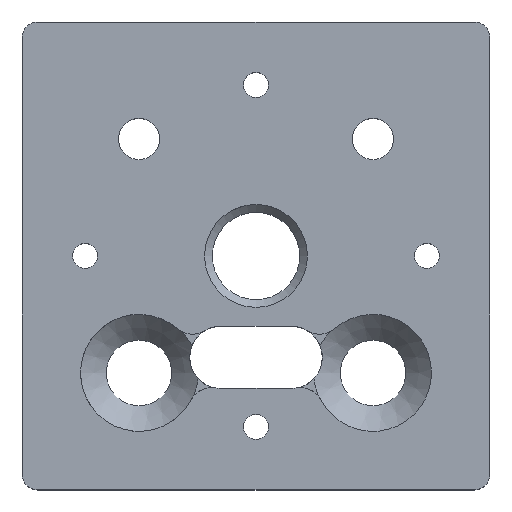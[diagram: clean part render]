
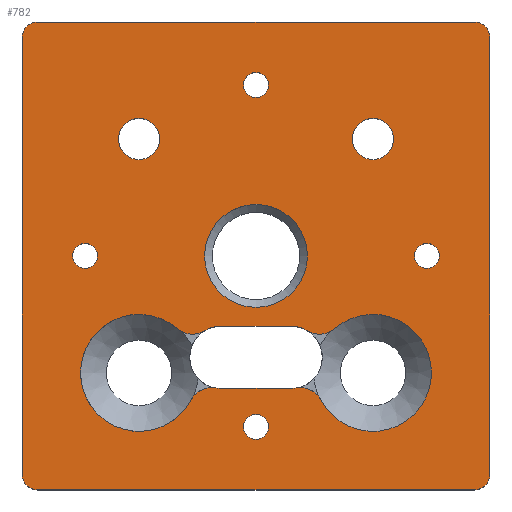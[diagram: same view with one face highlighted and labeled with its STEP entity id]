
A CAD part, top view. The second image highlights one B-rep face of the part: STEP entity #782.
In plain terms, the highlighted planar face has unit normal (0, 0, 1).
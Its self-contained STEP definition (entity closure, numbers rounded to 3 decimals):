
#22=FACE_BOUND('',#130,.T.);
#23=FACE_BOUND('',#131,.T.);
#24=FACE_BOUND('',#132,.T.);
#25=FACE_BOUND('',#133,.T.);
#26=FACE_BOUND('',#134,.T.);
#27=FACE_BOUND('',#135,.T.);
#28=FACE_BOUND('',#136,.T.);
#29=FACE_BOUND('',#137,.T.);
#43=PLANE('',#845);
#86=FACE_OUTER_BOUND('',#129,.T.);
#129=EDGE_LOOP('',(#555,#556,#557,#558,#559,#560,#561,#562));
#130=EDGE_LOOP('',(#563));
#131=EDGE_LOOP('',(#564));
#132=EDGE_LOOP('',(#565));
#133=EDGE_LOOP('',(#566));
#134=EDGE_LOOP('',(#567));
#135=EDGE_LOOP('',(#568));
#136=EDGE_LOOP('',(#569));
#137=EDGE_LOOP('',(#570,#571,#572,#573,#574,#575,#576,#577,#578,#579,#580,
#581));
#194=LINE('',#1225,#242);
#195=LINE('',#1229,#243);
#196=LINE('',#1233,#244);
#197=LINE('',#1236,#245);
#198=LINE('',#1257,#246);
#199=LINE('',#1269,#247);
#242=VECTOR('',#967,10.);
#243=VECTOR('',#970,10.);
#244=VECTOR('',#973,10.);
#245=VECTOR('',#976,10.);
#246=VECTOR('',#995,10.);
#247=VECTOR('',#1006,10.);
#291=CIRCLE('',#844,2.);
#292=CIRCLE('',#846,2.);
#293=CIRCLE('',#847,2.);
#294=CIRCLE('',#848,2.);
#295=CIRCLE('',#849,1.6);
#296=CIRCLE('',#850,1.6);
#297=CIRCLE('',#851,1.6);
#298=CIRCLE('',#852,1.6);
#299=CIRCLE('',#853,2.65);
#300=CIRCLE('',#854,2.65);
#301=CIRCLE('',#855,6.6);
#302=CIRCLE('',#856,3.);
#303=CIRCLE('',#857,4.);
#304=CIRCLE('',#858,4.);
#305=CIRCLE('',#859,3.);
#306=CIRCLE('',#860,7.5);
#307=CIRCLE('',#861,3.);
#308=CIRCLE('',#862,4.);
#309=CIRCLE('',#863,4.);
#310=CIRCLE('',#864,3.);
#311=CIRCLE('',#865,7.5);
#354=VERTEX_POINT('',#1218);
#355=VERTEX_POINT('',#1220);
#356=VERTEX_POINT('',#1224);
#357=VERTEX_POINT('',#1226);
#358=VERTEX_POINT('',#1228);
#359=VERTEX_POINT('',#1230);
#360=VERTEX_POINT('',#1232);
#361=VERTEX_POINT('',#1234);
#362=VERTEX_POINT('',#1237);
#363=VERTEX_POINT('',#1239);
#364=VERTEX_POINT('',#1241);
#365=VERTEX_POINT('',#1243);
#366=VERTEX_POINT('',#1245);
#367=VERTEX_POINT('',#1247);
#368=VERTEX_POINT('',#1249);
#369=VERTEX_POINT('',#1251);
#370=VERTEX_POINT('',#1252);
#371=VERTEX_POINT('',#1254);
#372=VERTEX_POINT('',#1256);
#373=VERTEX_POINT('',#1258);
#374=VERTEX_POINT('',#1260);
#375=VERTEX_POINT('',#1262);
#376=VERTEX_POINT('',#1264);
#377=VERTEX_POINT('',#1266);
#378=VERTEX_POINT('',#1268);
#379=VERTEX_POINT('',#1270);
#380=VERTEX_POINT('',#1272);
#433=EDGE_CURVE('',#354,#355,#291,.T.);
#435=EDGE_CURVE('',#356,#354,#194,.T.);
#436=EDGE_CURVE('',#357,#356,#292,.T.);
#437=EDGE_CURVE('',#358,#357,#195,.T.);
#438=EDGE_CURVE('',#359,#358,#293,.T.);
#439=EDGE_CURVE('',#360,#359,#196,.T.);
#440=EDGE_CURVE('',#361,#360,#294,.T.);
#441=EDGE_CURVE('',#355,#361,#197,.T.);
#442=EDGE_CURVE('',#362,#362,#295,.T.);
#443=EDGE_CURVE('',#363,#363,#296,.T.);
#444=EDGE_CURVE('',#364,#364,#297,.T.);
#445=EDGE_CURVE('',#365,#365,#298,.T.);
#446=EDGE_CURVE('',#366,#366,#299,.T.);
#447=EDGE_CURVE('',#367,#367,#300,.T.);
#448=EDGE_CURVE('',#368,#368,#301,.T.);
#449=EDGE_CURVE('',#369,#370,#302,.T.);
#450=EDGE_CURVE('',#369,#371,#303,.T.);
#451=EDGE_CURVE('',#371,#372,#198,.T.);
#452=EDGE_CURVE('',#372,#373,#304,.T.);
#453=EDGE_CURVE('',#374,#373,#305,.T.);
#454=EDGE_CURVE('',#374,#375,#306,.T.);
#455=EDGE_CURVE('',#376,#375,#307,.T.);
#456=EDGE_CURVE('',#376,#377,#308,.T.);
#457=EDGE_CURVE('',#377,#378,#199,.T.);
#458=EDGE_CURVE('',#378,#379,#309,.T.);
#459=EDGE_CURVE('',#380,#379,#310,.T.);
#460=EDGE_CURVE('',#380,#370,#311,.T.);
#555=ORIENTED_EDGE('',*,*,#433,.F.);
#556=ORIENTED_EDGE('',*,*,#435,.F.);
#557=ORIENTED_EDGE('',*,*,#436,.F.);
#558=ORIENTED_EDGE('',*,*,#437,.F.);
#559=ORIENTED_EDGE('',*,*,#438,.F.);
#560=ORIENTED_EDGE('',*,*,#439,.F.);
#561=ORIENTED_EDGE('',*,*,#440,.F.);
#562=ORIENTED_EDGE('',*,*,#441,.F.);
#563=ORIENTED_EDGE('',*,*,#442,.T.);
#564=ORIENTED_EDGE('',*,*,#443,.T.);
#565=ORIENTED_EDGE('',*,*,#444,.T.);
#566=ORIENTED_EDGE('',*,*,#445,.T.);
#567=ORIENTED_EDGE('',*,*,#446,.T.);
#568=ORIENTED_EDGE('',*,*,#447,.T.);
#569=ORIENTED_EDGE('',*,*,#448,.T.);
#570=ORIENTED_EDGE('',*,*,#449,.F.);
#571=ORIENTED_EDGE('',*,*,#450,.T.);
#572=ORIENTED_EDGE('',*,*,#451,.T.);
#573=ORIENTED_EDGE('',*,*,#452,.T.);
#574=ORIENTED_EDGE('',*,*,#453,.F.);
#575=ORIENTED_EDGE('',*,*,#454,.T.);
#576=ORIENTED_EDGE('',*,*,#455,.F.);
#577=ORIENTED_EDGE('',*,*,#456,.T.);
#578=ORIENTED_EDGE('',*,*,#457,.T.);
#579=ORIENTED_EDGE('',*,*,#458,.T.);
#580=ORIENTED_EDGE('',*,*,#459,.F.);
#581=ORIENTED_EDGE('',*,*,#460,.T.);
#782=ADVANCED_FACE('',(#86,#22,#23,#24,#25,#26,#27,#28,#29),#43,.T.);
#844=AXIS2_PLACEMENT_3D('',#1221,#962,#963);
#845=AXIS2_PLACEMENT_3D('',#1223,#965,#966);
#846=AXIS2_PLACEMENT_3D('',#1227,#968,#969);
#847=AXIS2_PLACEMENT_3D('',#1231,#971,#972);
#848=AXIS2_PLACEMENT_3D('',#1235,#974,#975);
#849=AXIS2_PLACEMENT_3D('',#1238,#977,#978);
#850=AXIS2_PLACEMENT_3D('',#1240,#979,#980);
#851=AXIS2_PLACEMENT_3D('',#1242,#981,#982);
#852=AXIS2_PLACEMENT_3D('',#1244,#983,#984);
#853=AXIS2_PLACEMENT_3D('',#1246,#985,#986);
#854=AXIS2_PLACEMENT_3D('',#1248,#987,#988);
#855=AXIS2_PLACEMENT_3D('',#1250,#989,#990);
#856=AXIS2_PLACEMENT_3D('',#1253,#991,#992);
#857=AXIS2_PLACEMENT_3D('',#1255,#993,#994);
#858=AXIS2_PLACEMENT_3D('',#1259,#996,#997);
#859=AXIS2_PLACEMENT_3D('',#1261,#998,#999);
#860=AXIS2_PLACEMENT_3D('',#1263,#1000,#1001);
#861=AXIS2_PLACEMENT_3D('',#1265,#1002,#1003);
#862=AXIS2_PLACEMENT_3D('',#1267,#1004,#1005);
#863=AXIS2_PLACEMENT_3D('',#1271,#1007,#1008);
#864=AXIS2_PLACEMENT_3D('',#1273,#1009,#1010);
#865=AXIS2_PLACEMENT_3D('',#1274,#1011,#1012);
#962=DIRECTION('center_axis',(0.,0.,-1.));
#963=DIRECTION('ref_axis',(0.707,0.707,0.));
#965=DIRECTION('center_axis',(0.,0.,1.));
#966=DIRECTION('ref_axis',(1.,0.,0.));
#967=DIRECTION('',(1.,0.,0.));
#968=DIRECTION('center_axis',(0.,0.,-1.));
#969=DIRECTION('ref_axis',(-0.707,0.707,0.));
#970=DIRECTION('',(0.,1.,0.));
#971=DIRECTION('center_axis',(0.,0.,-1.));
#972=DIRECTION('ref_axis',(-0.707,-0.707,0.));
#973=DIRECTION('',(-1.,0.,0.));
#974=DIRECTION('center_axis',(0.,0.,-1.));
#975=DIRECTION('ref_axis',(0.707,-0.707,0.));
#976=DIRECTION('',(0.,-1.,0.));
#977=DIRECTION('center_axis',(0.,0.,-1.));
#978=DIRECTION('ref_axis',(-1.,0.,0.));
#979=DIRECTION('center_axis',(0.,0.,-1.));
#980=DIRECTION('ref_axis',(-1.,0.,0.));
#981=DIRECTION('center_axis',(0.,0.,-1.));
#982=DIRECTION('ref_axis',(-1.,0.,0.));
#983=DIRECTION('center_axis',(0.,0.,-1.));
#984=DIRECTION('ref_axis',(-1.,0.,0.));
#985=DIRECTION('center_axis',(0.,0.,-1.));
#986=DIRECTION('ref_axis',(1.,0.,0.));
#987=DIRECTION('center_axis',(0.,0.,-1.));
#988=DIRECTION('ref_axis',(1.,0.,0.));
#989=DIRECTION('center_axis',(0.,0.,-1.));
#990=DIRECTION('ref_axis',(1.,0.,0.));
#991=DIRECTION('center_axis',(0.,0.,-1.));
#992=DIRECTION('ref_axis',(0.44,0.898,0.));
#993=DIRECTION('center_axis',(0.,0.,-1.));
#994=DIRECTION('ref_axis',(0.,-1.,0.));
#995=DIRECTION('',(-1.,0.,0.));
#996=DIRECTION('center_axis',(0.,0.,-1.));
#997=DIRECTION('ref_axis',(0.,1.,0.));
#998=DIRECTION('center_axis',(0.,0.,-1.));
#999=DIRECTION('ref_axis',(-0.44,0.898,0.));
#1000=DIRECTION('center_axis',(0.,0.,-1.));
#1001=DIRECTION('ref_axis',(1.,0.,0.));
#1002=DIRECTION('center_axis',(0.,0.,-1.));
#1003=DIRECTION('ref_axis',(-0.08,-0.997,0.));
#1004=DIRECTION('center_axis',(0.,0.,-1.));
#1005=DIRECTION('ref_axis',(0.,1.,0.));
#1006=DIRECTION('',(1.,0.,0.));
#1007=DIRECTION('center_axis',(0.,0.,-1.));
#1008=DIRECTION('ref_axis',(0.,-1.,0.));
#1009=DIRECTION('center_axis',(0.,0.,-1.));
#1010=DIRECTION('ref_axis',(0.08,-0.997,0.));
#1011=DIRECTION('center_axis',(0.,0.,-1.));
#1012=DIRECTION('ref_axis',(1.,0.,0.));
#1218=CARTESIAN_POINT('',(28.,30.,0.));
#1220=CARTESIAN_POINT('',(30.,28.,0.));
#1221=CARTESIAN_POINT('Origin',(28.,28.,0.));
#1223=CARTESIAN_POINT('Origin',(0.,0.,0.));
#1224=CARTESIAN_POINT('',(-28.,30.,0.));
#1225=CARTESIAN_POINT('',(-30.,30.,0.));
#1226=CARTESIAN_POINT('',(-30.,28.,0.));
#1227=CARTESIAN_POINT('Origin',(-28.,28.,0.));
#1228=CARTESIAN_POINT('',(-30.,-28.,0.));
#1229=CARTESIAN_POINT('',(-30.,-30.,0.));
#1230=CARTESIAN_POINT('',(-28.,-30.,0.));
#1231=CARTESIAN_POINT('Origin',(-28.,-28.,0.));
#1232=CARTESIAN_POINT('',(28.,-30.,0.));
#1233=CARTESIAN_POINT('',(30.,-30.,0.));
#1234=CARTESIAN_POINT('',(30.,-28.,0.));
#1235=CARTESIAN_POINT('Origin',(28.,-28.,0.));
#1236=CARTESIAN_POINT('',(30.,30.,0.));
#1237=CARTESIAN_POINT('',(1.6,-21.92,0.));
#1238=CARTESIAN_POINT('Origin',(0.,-21.92,
0.));
#1239=CARTESIAN_POINT('',(-20.32,0.,0.));
#1240=CARTESIAN_POINT('Origin',(-21.92,0.,
0.));
#1241=CARTESIAN_POINT('',(1.6,21.92,0.));
#1242=CARTESIAN_POINT('Origin',(0.,21.92,0.));
#1243=CARTESIAN_POINT('',(23.52,0.,0.));
#1244=CARTESIAN_POINT('Origin',(21.92,0.,0.));
#1245=CARTESIAN_POINT('',(-17.65,15.,0.));
#1246=CARTESIAN_POINT('Origin',(-15.,15.,0.));
#1247=CARTESIAN_POINT('',(12.35,15.,0.));
#1248=CARTESIAN_POINT('Origin',(15.,15.,0.));
#1249=CARTESIAN_POINT('',(-6.6,0.,0.));
#1250=CARTESIAN_POINT('Origin',(0.,0.,0.));
#1251=CARTESIAN_POINT('',(5.192,-16.94,0.));
#1252=CARTESIAN_POINT('',(8.365,-18.496,0.));
#1253=CARTESIAN_POINT('Origin',(5.711,-19.895,0.));
#1254=CARTESIAN_POINT('',(4.5,-17.,0.));
#1255=CARTESIAN_POINT('Origin',(4.5,-13.,0.));
#1256=CARTESIAN_POINT('',(-4.5,-17.,0.));
#1257=CARTESIAN_POINT('',(2.25,-17.,0.));
#1258=CARTESIAN_POINT('',(-5.192,-16.94,0.));
#1259=CARTESIAN_POINT('Origin',(-4.5,-13.,0.));
#1260=CARTESIAN_POINT('',(-8.365,-18.496,0.));
#1261=CARTESIAN_POINT('Origin',(-5.711,-19.895,0.));
#1262=CARTESIAN_POINT('',(-10.115,-9.309,0.));
#1263=CARTESIAN_POINT('Origin',(-15.,-15.,0.));
#1264=CARTESIAN_POINT('',(-6.592,-9.59,0.));
#1265=CARTESIAN_POINT('Origin',(-8.16,-7.033,0.));
#1266=CARTESIAN_POINT('',(-4.5,-9.,0.));
#1267=CARTESIAN_POINT('Origin',(-4.5,-13.,0.));
#1268=CARTESIAN_POINT('',(4.5,-9.,0.));
#1269=CARTESIAN_POINT('',(-2.25,-9.,0.));
#1270=CARTESIAN_POINT('',(6.592,-9.59,0.));
#1271=CARTESIAN_POINT('Origin',(4.5,-13.,0.));
#1272=CARTESIAN_POINT('',(10.115,-9.309,0.));
#1273=CARTESIAN_POINT('Origin',(8.16,-7.033,0.));
#1274=CARTESIAN_POINT('Origin',(15.,-15.,0.));
